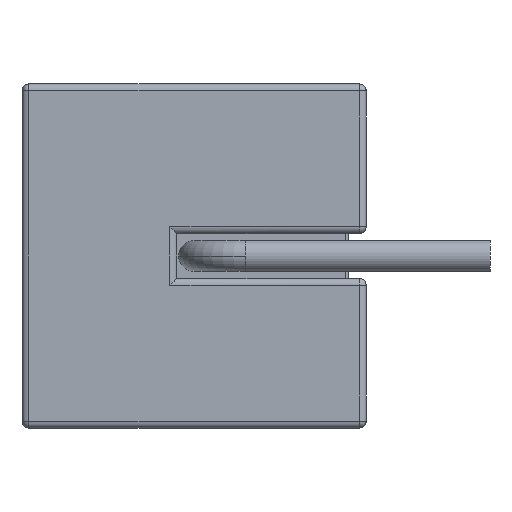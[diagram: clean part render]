
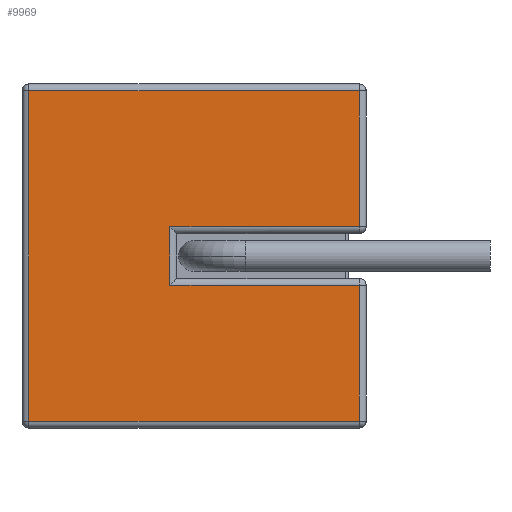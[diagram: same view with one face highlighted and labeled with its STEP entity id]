
A CAD part, left-side view. The second image highlights one B-rep face of the part: STEP entity #9969.
In plain terms, the highlighted planar face has unit normal (-1, 0, 0).
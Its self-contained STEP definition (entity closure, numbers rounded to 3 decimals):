
#415 = DIRECTION ( 'NONE',  ( 0., -1., 0. ) ) ;
#599 = ORIENTED_EDGE ( 'NONE', *, *, #8984, .T. ) ;
#749 = PLANE ( 'NONE',  #17278 ) ;
#760 = EDGE_CURVE ( 'NONE', #1214, #2967, #7957, .T. ) ;
#1084 = CARTESIAN_POINT ( 'NONE',  ( -24., 5.7, -0.85 ) ) ;
#1172 = VECTOR ( 'NONE', #5807, 1000. ) ;
#1214 = VERTEX_POINT ( 'NONE', #10363 ) ;
#1553 = EDGE_CURVE ( 'NONE', #9851, #19915, #20092, .T. ) ;
#1837 = LINE ( 'NONE', #5223, #11766 ) ;
#2135 = DIRECTION ( 'NONE',  ( 0., 0., -1. ) ) ;
#2967 = VERTEX_POINT ( 'NONE', #1084 ) ;
#3045 = CARTESIAN_POINT ( 'NONE',  ( -24., 0.2, -5. ) ) ;
#3477 = EDGE_CURVE ( 'NONE', #9192, #9851, #18388, .T. ) ;
#3596 = ORIENTED_EDGE ( 'NONE', *, *, #1553, .T. ) ;
#3606 = VECTOR ( 'NONE', #5906, 1000. ) ;
#4181 = VECTOR ( 'NONE', #14127, 1000. ) ;
#4217 = VERTEX_POINT ( 'NONE', #13042 ) ;
#4368 = CARTESIAN_POINT ( 'NONE',  ( -24., 9.8, 4.8 ) ) ;
#4385 = CARTESIAN_POINT ( 'NONE',  ( -24., 0.2, -5. ) ) ;
#4579 = CARTESIAN_POINT ( 'NONE',  ( -24., 10., 4.8 ) ) ;
#4611 = ORIENTED_EDGE ( 'NONE', *, *, #760, .T. ) ;
#5223 = CARTESIAN_POINT ( 'NONE',  ( -24., 9.8, -5. ) ) ;
#5807 = DIRECTION ( 'NONE',  ( 0., 0., 1. ) ) ;
#5906 = DIRECTION ( 'NONE',  ( 0., 0., 1. ) ) ;
#5947 = DIRECTION ( 'NONE',  ( 0., 0., 1. ) ) ;
#6585 = VECTOR ( 'NONE', #5947, 1000. ) ;
#7183 = DIRECTION ( 'NONE',  ( 0., -1., 0. ) ) ;
#7384 = CARTESIAN_POINT ( 'NONE',  ( -24., 10., -4.8 ) ) ;
#7550 = ORIENTED_EDGE ( 'NONE', *, *, #16957, .T. ) ;
#7957 = LINE ( 'NONE', #14169, #17188 ) ;
#8164 = LINE ( 'NONE', #9699, #15055 ) ;
#8984 = EDGE_CURVE ( 'NONE', #20027, #1214, #12303, .T. ) ;
#9192 = VERTEX_POINT ( 'NONE', #18276 ) ;
#9699 = CARTESIAN_POINT ( 'NONE',  ( -24., 10., 0.85 ) ) ;
#9851 = VERTEX_POINT ( 'NONE', #14525 ) ;
#9969 = ADVANCED_FACE ( 'NONE', ( #13383 ), #749, .F. ) ;
#10176 = CARTESIAN_POINT ( 'NONE',  ( -24., 5.7, 0.85 ) ) ;
#10237 = DIRECTION ( 'NONE',  ( 0., 0., -1. ) ) ;
#10363 = CARTESIAN_POINT ( 'NONE',  ( -24., 0.2, -0.85 ) ) ;
#10441 = ORIENTED_EDGE ( 'NONE', *, *, #18210, .T. ) ;
#10453 = EDGE_LOOP ( 'NONE', ( #19766, #14668, #11620, #3596, #10441, #7550, #599, #4611 ) ) ;
#11620 = ORIENTED_EDGE ( 'NONE', *, *, #3477, .T. ) ;
#11766 = VECTOR ( 'NONE', #2135, 1000. ) ;
#11940 = LINE ( 'NONE', #18136, #6585 ) ;
#11955 = LINE ( 'NONE', #7384, #18045 ) ;
#12303 = LINE ( 'NONE', #3045, #3606 ) ;
#12649 = DIRECTION ( 'NONE',  ( 0., 1., 0. ) ) ;
#13042 = CARTESIAN_POINT ( 'NONE',  ( -24., 9.8, -4.8 ) ) ;
#13383 = FACE_OUTER_BOUND ( 'NONE', #10453, .T. ) ;
#13847 = VERTEX_POINT ( 'NONE', #10176 ) ;
#14127 = DIRECTION ( 'NONE',  ( 0., 1., 0. ) ) ;
#14169 = CARTESIAN_POINT ( 'NONE',  ( -24., 10., -0.85 ) ) ;
#14209 = CARTESIAN_POINT ( 'NONE',  ( -24., 0.2, -4.8 ) ) ;
#14372 = EDGE_CURVE ( 'NONE', #13847, #9192, #8164, .T. ) ;
#14525 = CARTESIAN_POINT ( 'NONE',  ( -24., 0.2, 4.8 ) ) ;
#14668 = ORIENTED_EDGE ( 'NONE', *, *, #14372, .T. ) ;
#15055 = VECTOR ( 'NONE', #415, 1000. ) ;
#16247 = CARTESIAN_POINT ( 'NONE',  ( -24., 10., -5. ) ) ;
#16957 = EDGE_CURVE ( 'NONE', #4217, #20027, #11955, .T. ) ;
#17188 = VECTOR ( 'NONE', #12649, 1000. ) ;
#17278 = AXIS2_PLACEMENT_3D ( 'NONE', #16247, #19552, #10237 ) ;
#18045 = VECTOR ( 'NONE', #7183, 1000. ) ;
#18136 = CARTESIAN_POINT ( 'NONE',  ( -24., 5.7, -5. ) ) ;
#18210 = EDGE_CURVE ( 'NONE', #19915, #4217, #1837, .T. ) ;
#18276 = CARTESIAN_POINT ( 'NONE',  ( -24., 0.2, 0.85 ) ) ;
#18388 = LINE ( 'NONE', #4385, #1172 ) ;
#18787 = EDGE_CURVE ( 'NONE', #2967, #13847, #11940, .T. ) ;
#19552 = DIRECTION ( 'NONE',  ( 1., 0., 0. ) ) ;
#19766 = ORIENTED_EDGE ( 'NONE', *, *, #18787, .T. ) ;
#19915 = VERTEX_POINT ( 'NONE', #4368 ) ;
#20027 = VERTEX_POINT ( 'NONE', #14209 ) ;
#20092 = LINE ( 'NONE', #4579, #4181 ) ;
